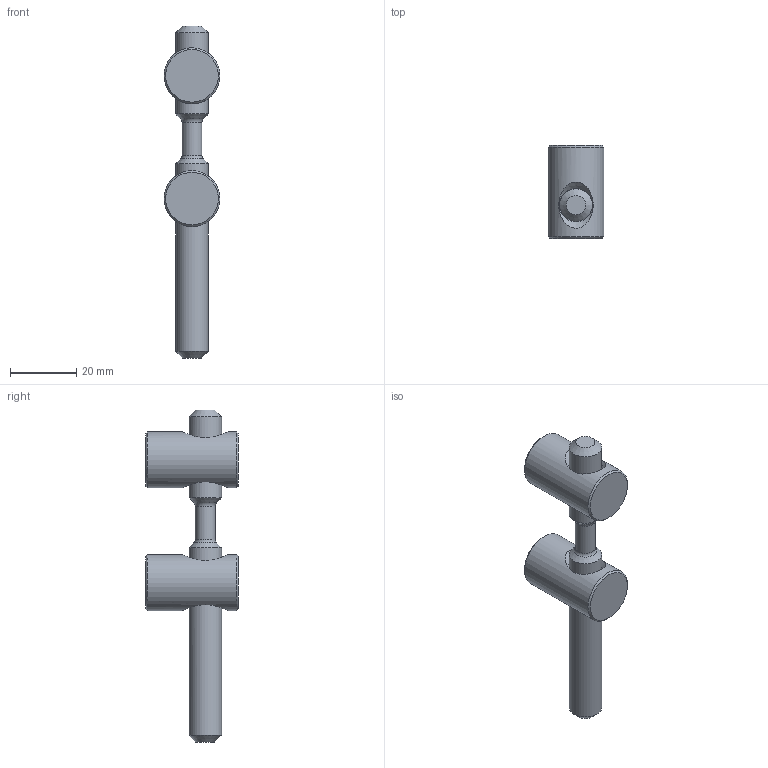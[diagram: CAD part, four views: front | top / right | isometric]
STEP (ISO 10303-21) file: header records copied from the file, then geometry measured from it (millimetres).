
FILE_DESCRIPTION(/* description */ ('KriTec Zentral Stossverbinder 10 biegbar 90° bis 180°'),/* implementation_level */ '2;1');
FILE_NAME(/* name */ '81080_KriTec_Zentral_Stossverbinder_10_biegbar_90_bis_180_grad.stp',/* time_stamp */ '2018-06-04T14:44:11+02:00',/* author */ ('kostic'),/* organization */ (''),/* preprocessor_version */ 'ST-DEVELOPER v16.1',/* originating_system */ 'Autodesk Inventor 2016',/* authorisation */ '');
FILE_SCHEMA (('AUTOMOTIVE_DESIGN { 1 0 10303 214 3 1 1 }'));
Length unit declared in the file: millimetre
Products named in the file (1): 81080_KriTec_Zentral_Stossverbinder_10_biegbar_90_bis_180_grad
Bounding box: 16.85 x 28 x 100 mm (x, y, z)
Volume: 15448.2 mm3; surface area: 9887.6 mm2
Topology: 5 solids, 5 shells, 79 faces, 178 edges, 109 vertices
Faces by surface type: plane 36, cone 24, cylinder 11, bspline 6, torus 2
Full cylindrical faces by diameter (mm): 6 x1, 9.8 x2, 10.05 x2, 10.8 x2, 16.85 x2
Entity records: 7913 total; most frequent: CARTESIAN_POINT 6284, DIRECTION 284, ORIENTED_EDGE 272, EDGE_CURVE 136, EDGE_LOOP 118, AXIS2_PLACEMENT_3D 112, VERTEX_POINT 98, STYLED_ITEM 84
